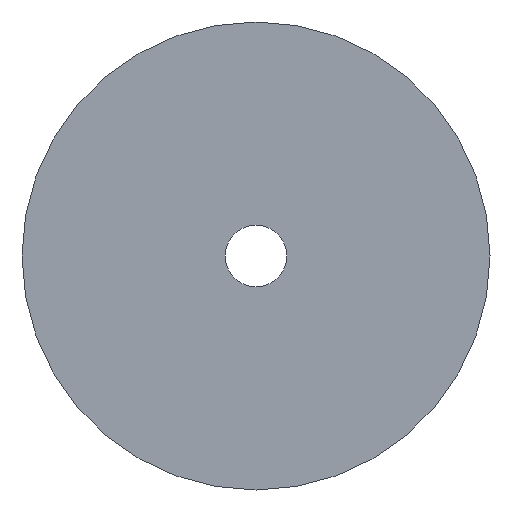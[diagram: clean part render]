
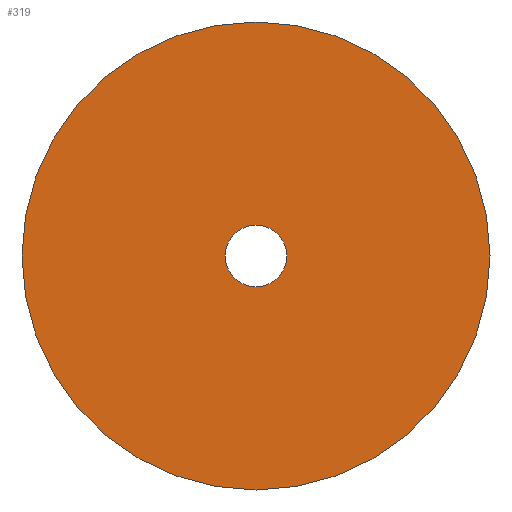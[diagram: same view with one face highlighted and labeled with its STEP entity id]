
A CAD part, front view. The second image highlights one B-rep face of the part: STEP entity #319.
In plain terms, the highlighted planar face has unit normal (0, -1, 0).
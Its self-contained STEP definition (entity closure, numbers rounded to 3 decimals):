
#183 = DIRECTION ( 'NONE',  ( 0., 0., 1. ) ) ;
#184 = DIRECTION ( 'NONE',  ( 0., 1., 0. ) ) ;
#185 = CARTESIAN_POINT ( 'NONE',  ( 0., -24., 0. ) ) ;
#186 = AXIS2_PLACEMENT_3D ( 'NONE', #185, #184, #183 ) ;
#187 = CIRCLE ( 'NONE', #186, 2.5 ) ;
#188 = DIRECTION ( 'NONE',  ( 0., 0., 1. ) ) ;
#189 = DIRECTION ( 'NONE',  ( 0., 1., 0. ) ) ;
#190 = CARTESIAN_POINT ( 'NONE',  ( 0., -24., 0. ) ) ;
#191 = AXIS2_PLACEMENT_3D ( 'NONE', #190, #189, #188 ) ;
#192 = CIRCLE ( 'NONE', #191, 19. ) ;
#193 = DIRECTION ( 'NONE',  ( 0., 0., 1. ) ) ;
#194 = DIRECTION ( 'NONE',  ( 0., 1., 0. ) ) ;
#195 = CARTESIAN_POINT ( 'NONE',  ( 2.5, -24., 0. ) ) ;
#196 = AXIS2_PLACEMENT_3D ( 'NONE', #195, #194, #193 ) ;
#197 = FACE_BOUND ( 'NONE', #326, .T. ) ;
#198 = FACE_OUTER_BOUND ( 'NONE', #323, .T. ) ;
#205 = PLANE ( 'NONE',  #196 ) ;
#213 = CARTESIAN_POINT ( 'NONE',  ( 0., -24., 2.5 ) ) ;
#214 = CARTESIAN_POINT ( 'NONE',  ( 0., -24., -2.5 ) ) ;
#215 = DIRECTION ( 'NONE',  ( 0., 0., 1. ) ) ;
#216 = DIRECTION ( 'NONE',  ( 0., 1., 0. ) ) ;
#217 = AXIS2_PLACEMENT_3D ( 'NONE', #223, #216, #215 ) ;
#218 = CIRCLE ( 'NONE', #217, 2.5 ) ;
#223 = CARTESIAN_POINT ( 'NONE',  ( 0., -24., 0. ) ) ;
#230 = CARTESIAN_POINT ( 'NONE',  ( 0., -24., -19. ) ) ;
#231 = DIRECTION ( 'NONE',  ( 0., 0., 1. ) ) ;
#232 = DIRECTION ( 'NONE',  ( 0., 1., 0. ) ) ;
#233 = CARTESIAN_POINT ( 'NONE',  ( 0., -24., 0. ) ) ;
#234 = AXIS2_PLACEMENT_3D ( 'NONE', #233, #232, #231 ) ;
#235 = CIRCLE ( 'NONE', #234, 19. ) ;
#236 = CARTESIAN_POINT ( 'NONE',  ( 0., -24., 19. ) ) ;
#275 = ORIENTED_EDGE ( 'NONE', *, *, #309, .T. ) ;
#300 = VERTEX_POINT ( 'NONE', #236 ) ;
#302 = EDGE_CURVE ( 'NONE', #300, #303, #235, .T. ) ;
#303 = VERTEX_POINT ( 'NONE', #230 ) ;
#309 = EDGE_CURVE ( 'NONE', #310, #311, #218, .T. ) ;
#310 = VERTEX_POINT ( 'NONE', #214 ) ;
#311 = VERTEX_POINT ( 'NONE', #213 ) ;
#319 = ADVANCED_FACE ( 'NONE', ( #198, #197 ), #205, .F. ) ;
#320 = ORIENTED_EDGE ( 'NONE', *, *, #321, .F. ) ;
#321 = EDGE_CURVE ( 'NONE', #303, #300, #192, .T. ) ;
#323 = EDGE_LOOP ( 'NONE', ( #320, #324 ) ) ;
#324 = ORIENTED_EDGE ( 'NONE', *, *, #302, .F. ) ;
#325 = ORIENTED_EDGE ( 'NONE', *, *, #327, .T. ) ;
#326 = EDGE_LOOP ( 'NONE', ( #325, #275 ) ) ;
#327 = EDGE_CURVE ( 'NONE', #311, #310, #187, .T. ) ;
